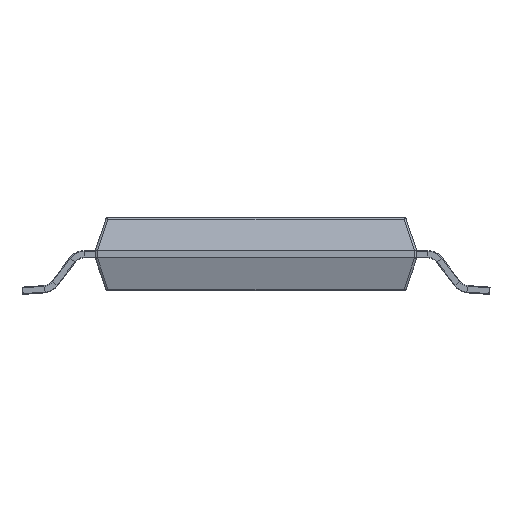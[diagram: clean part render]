
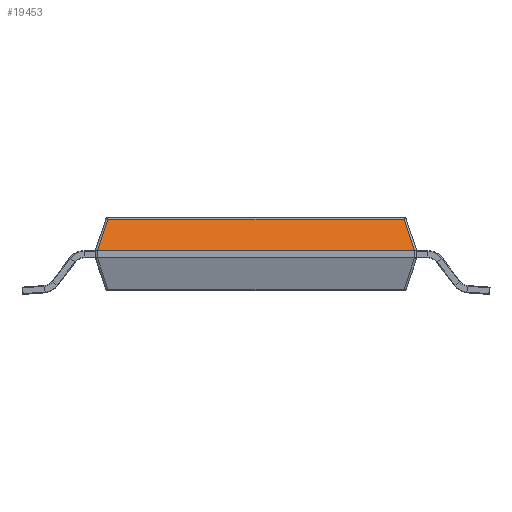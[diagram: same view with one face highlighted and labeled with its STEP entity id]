
A CAD part, front view. The second image highlights one B-rep face of the part: STEP entity #19453.
In plain terms, the highlighted planar face has unit normal (0, -0.949, 0.316).
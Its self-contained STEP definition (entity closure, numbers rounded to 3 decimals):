
#1620 = LINE ( 'NONE', #73025, #46515 ) ;
#2907 = CARTESIAN_POINT ( 'NONE',  ( 2.17, -4.85, 0.58 ) ) ;
#3432 = ORIENTED_EDGE ( 'NONE', *, *, #32137, .T. ) ;
#4187 = FACE_OUTER_BOUND ( 'NONE', #7455, .T. ) ;
#7455 = EDGE_LOOP ( 'NONE', ( #58724, #3432, #35943, #83172, #23027, #55889 ) ) ;
#7464 = CARTESIAN_POINT ( 'NONE',  ( -2.2, -4.85, 0.58 ) ) ;
#8797 = CARTESIAN_POINT ( 'NONE',  ( 2.171, -4.85, 0.58 ) ) ;
#10753 = EDGE_CURVE ( 'NONE', #44272, #71733, #1620, .T. ) ;
#17515 = CARTESIAN_POINT ( 'NONE',  ( -2.171, -4.85, 0.58 ) ) ;
#19453 = ADVANCED_FACE ( 'NONE', ( #4187 ), #81928, .T. ) ;
#20907 = EDGE_CURVE ( 'NONE', #74966, #44272, #53067, .T. ) ;
#23027 = ORIENTED_EDGE ( 'NONE', *, *, #63073, .T. ) ;
#25546 = CARTESIAN_POINT ( 'NONE',  ( -2.17, -4.85, 0.58 ) ) ;
#27121 = AXIS2_PLACEMENT_3D ( 'NONE', #67962, #61637, #29996 ) ;
#28712 = CARTESIAN_POINT ( 'NONE',  ( 2.171, -4.85, 0.58 ) ) ;
#29996 = DIRECTION ( 'NONE',  ( -1., 0., 0. ) ) ;
#31722 = VERTEX_POINT ( 'NONE', #43644 ) ;
#32137 = EDGE_CURVE ( 'NONE', #31722, #74966, #82754, .T. ) ;
#33379 = CARTESIAN_POINT ( 'NONE',  ( -2.172, -4.85, 0.58 ) ) ;
#33535 = DIRECTION ( 'NONE',  ( -0.302, -0.302, -0.905 ) ) ;
#35943 = ORIENTED_EDGE ( 'NONE', *, *, #20907, .T. ) ;
#35990 = CARTESIAN_POINT ( 'NONE',  ( 2.172, -4.85, 0.58 ) ) ;
#36581 = VECTOR ( 'NONE', #33535, 1000. ) ;
#40851 = DIRECTION ( 'NONE',  ( -1., 0., 0. ) ) ;
#40935 = CARTESIAN_POINT ( 'NONE',  ( 2.172, -4.85, 0.58 ) ) ;
#42220 = VERTEX_POINT ( 'NONE', #33379 ) ;
#43644 = CARTESIAN_POINT ( 'NONE',  ( 2.17, -4.85, 0.58 ) ) ;
#44272 = VERTEX_POINT ( 'NONE', #74137 ) ;
#46515 = VECTOR ( 'NONE', #53573, 1000. ) ;
#46543 = VECTOR ( 'NONE', #40851, 1000. ) ;
#47065 = EDGE_CURVE ( 'NONE', #42220, #60057, #64474, .T. ) ;
#52960 = LINE ( 'NONE', #53772, #36581 ) ;
#53067 = LINE ( 'NONE', #60209, #78057 ) ;
#53573 = DIRECTION ( 'NONE',  ( -1., 0., 0. ) ) ;
#53772 = CARTESIAN_POINT ( 'NONE',  ( -1.838, -4.516, 1.581 ) ) ;
#55889 = ORIENTED_EDGE ( 'NONE', *, *, #47065, .T. ) ;
#58724 = ORIENTED_EDGE ( 'NONE', *, *, #79363, .F. ) ;
#60057 = VERTEX_POINT ( 'NONE', #80033 ) ;
#60209 = CARTESIAN_POINT ( 'NONE',  ( 1.838, -4.516, 1.581 ) ) ;
#61637 = DIRECTION ( 'NONE',  ( 0., -0.949, 0.316 ) ) ;
#63073 = EDGE_CURVE ( 'NONE', #71733, #42220, #52960, .T. ) ;
#64474 =( BOUNDED_CURVE ( )  B_SPLINE_CURVE ( 3, ( #75833, #17515, #83364, #25546 ),
 .UNSPECIFIED., .F., .F. ) 
 B_SPLINE_CURVE_WITH_KNOTS ( ( 4, 4 ),
 ( 6.233, 6.283 ),
 .UNSPECIFIED. ) 
 CURVE ( )  GEOMETRIC_REPRESENTATION_ITEM ( )  RATIONAL_B_SPLINE_CURVE ( ( 1., 1., 1., 1. ) ) 
 REPRESENTATION_ITEM ( '' )  );
#65745 = LINE ( 'NONE', #7464, #46543 ) ;
#67962 = CARTESIAN_POINT ( 'NONE',  ( 0., -4.7, 1.03 ) ) ;
#71733 = VERTEX_POINT ( 'NONE', #79476 ) ;
#73025 = CARTESIAN_POINT ( 'NONE',  ( 0., -4.707, 1.009 ) ) ;
#74137 = CARTESIAN_POINT ( 'NONE',  ( 2.028, -4.707, 1.009 ) ) ;
#74966 = VERTEX_POINT ( 'NONE', #35990 ) ;
#75833 = CARTESIAN_POINT ( 'NONE',  ( -2.172, -4.85, 0.58 ) ) ;
#78057 = VECTOR ( 'NONE', #78433, 1000. ) ;
#78433 = DIRECTION ( 'NONE',  ( -0.302, 0.302, 0.905 ) ) ;
#79363 = EDGE_CURVE ( 'NONE', #31722, #60057, #65745, .T. ) ;
#79476 = CARTESIAN_POINT ( 'NONE',  ( -2.028, -4.707, 1.009 ) ) ;
#80033 = CARTESIAN_POINT ( 'NONE',  ( -2.17, -4.85, 0.58 ) ) ;
#81928 = PLANE ( 'NONE',  #27121 ) ;
#82754 =( BOUNDED_CURVE ( )  B_SPLINE_CURVE ( 3, ( #2907, #8797, #28712, #40935 ),
 .UNSPECIFIED., .F., .F. ) 
 B_SPLINE_CURVE_WITH_KNOTS ( ( 4, 4 ),
 ( 0., 0.05 ),
 .UNSPECIFIED. ) 
 CURVE ( )  GEOMETRIC_REPRESENTATION_ITEM ( )  RATIONAL_B_SPLINE_CURVE ( ( 1., 1., 1., 1. ) ) 
 REPRESENTATION_ITEM ( '' )  );
#83172 = ORIENTED_EDGE ( 'NONE', *, *, #10753, .T. ) ;
#83364 = CARTESIAN_POINT ( 'NONE',  ( -2.171, -4.85, 0.58 ) ) ;
